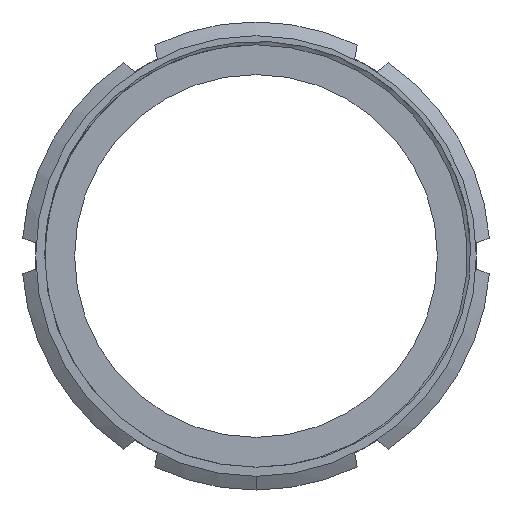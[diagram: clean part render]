
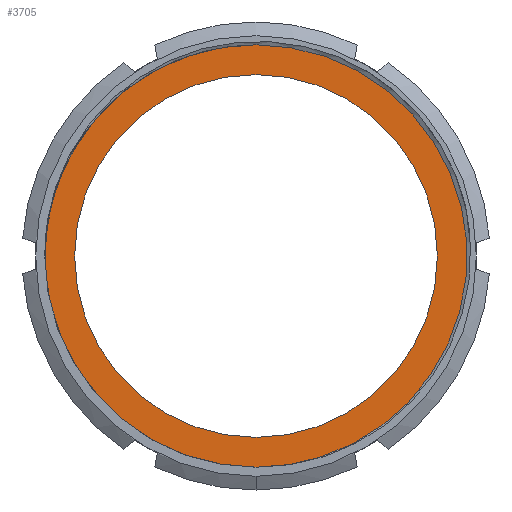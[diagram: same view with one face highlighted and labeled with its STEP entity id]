
A CAD part, left-side view. The second image highlights one B-rep face of the part: STEP entity #3705.
In plain terms, the highlighted planar face has unit normal (-1, 0, 0).
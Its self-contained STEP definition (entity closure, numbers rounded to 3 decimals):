
#23 = AXIS2_PLACEMENT_3D ( 'NONE', #1795, #860, #1814 ) ;
#60 = ORIENTED_EDGE ( 'NONE', *, *, #1411, .F. ) ;
#63 = DIRECTION ( 'NONE',  ( 1., 0., 0. ) ) ;
#114 = CARTESIAN_POINT ( 'NONE',  ( 12.5, 0., 69. ) ) ;
#131 = EDGE_LOOP ( 'NONE', ( #1995, #4153 ) ) ;
#292 = AXIS2_PLACEMENT_3D ( 'NONE', #523, #3777, #2822 ) ;
#403 = EDGE_CURVE ( 'NONE', #1761, #3658, #1577, .T. ) ;
#433 = CARTESIAN_POINT ( 'NONE',  ( 12.5, 69., 0. ) ) ;
#523 = CARTESIAN_POINT ( 'NONE',  ( 12.5, 0., 0. ) ) ;
#860 = DIRECTION ( 'NONE',  ( -1., 0., 0. ) ) ;
#1264 = DIRECTION ( 'NONE',  ( 0., 0., 1. ) ) ;
#1411 = EDGE_CURVE ( 'NONE', #3020, #2645, #4148, .T. ) ;
#1577 = CIRCLE ( 'NONE', #292, 82.117 ) ;
#1641 = CARTESIAN_POINT ( 'NONE',  ( 12.5, 0., 0. ) ) ;
#1761 = VERTEX_POINT ( 'NONE', #1801 ) ;
#1795 = CARTESIAN_POINT ( 'NONE',  ( 12.5, 0., 0. ) ) ;
#1801 = CARTESIAN_POINT ( 'NONE',  ( 12.5, 0., 82.117 ) ) ;
#1814 = DIRECTION ( 'NONE',  ( 0., 0., 1. ) ) ;
#1905 = CARTESIAN_POINT ( 'NONE',  ( 12.5, 0., -82.117 ) ) ;
#1944 = DIRECTION ( 'NONE',  ( 0., 0., 1. ) ) ;
#1995 = ORIENTED_EDGE ( 'NONE', *, *, #403, .T. ) ;
#2127 = AXIS2_PLACEMENT_3D ( 'NONE', #4145, #2836, #1264 ) ;
#2195 = EDGE_CURVE ( 'NONE', #2645, #3020, #4021, .T. ) ;
#2210 = AXIS2_PLACEMENT_3D ( 'NONE', #1641, #2951, #1944 ) ;
#2406 = FACE_OUTER_BOUND ( 'NONE', #131, .T. ) ;
#2511 = AXIS2_PLACEMENT_3D ( 'NONE', #433, #63, #3686 ) ;
#2645 = VERTEX_POINT ( 'NONE', #3428 ) ;
#2822 = DIRECTION ( 'NONE',  ( 0., 0., 1. ) ) ;
#2836 = DIRECTION ( 'NONE',  ( -1., 0., 0. ) ) ;
#2951 = DIRECTION ( 'NONE',  ( -1., 0., 0. ) ) ;
#3020 = VERTEX_POINT ( 'NONE', #114 ) ;
#3059 = EDGE_LOOP ( 'NONE', ( #60, #3495 ) ) ;
#3428 = CARTESIAN_POINT ( 'NONE',  ( 12.5, 0., -69. ) ) ;
#3495 = ORIENTED_EDGE ( 'NONE', *, *, #2195, .F. ) ;
#3658 = VERTEX_POINT ( 'NONE', #1905 ) ;
#3686 = DIRECTION ( 'NONE',  ( 0., 0., -1. ) ) ;
#3705 = ADVANCED_FACE ( 'NONE', ( #3854, #2406 ), #3967, .F. ) ;
#3777 = DIRECTION ( 'NONE',  ( -1., 0., 0. ) ) ;
#3854 = FACE_BOUND ( 'NONE', #3059, .T. ) ;
#3939 = CIRCLE ( 'NONE', #2127, 82.117 ) ;
#3967 = PLANE ( 'NONE',  #2511 ) ;
#4021 = CIRCLE ( 'NONE', #2210, 69. ) ;
#4048 = EDGE_CURVE ( 'NONE', #3658, #1761, #3939, .T. ) ;
#4145 = CARTESIAN_POINT ( 'NONE',  ( 12.5, 0., 0. ) ) ;
#4148 = CIRCLE ( 'NONE', #23, 69. ) ;
#4153 = ORIENTED_EDGE ( 'NONE', *, *, #4048, .T. ) ;
